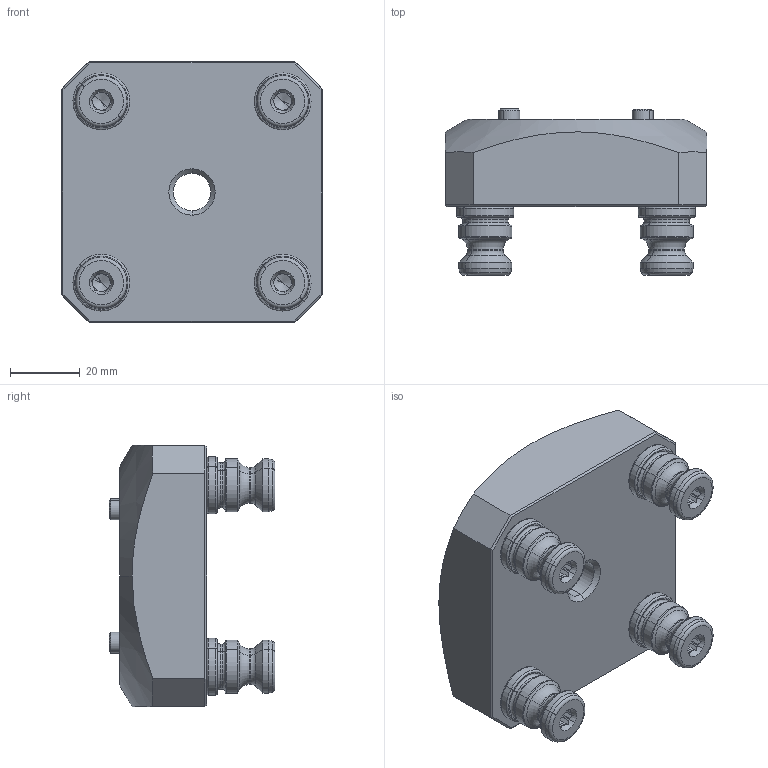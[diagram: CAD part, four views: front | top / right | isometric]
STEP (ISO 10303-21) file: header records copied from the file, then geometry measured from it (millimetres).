
FILE_DESCRIPTION (( 'STEP AP214' ), '1' );
FILE_NAME ('R52-HTS.STEP', '2018-08-31T22:43:46', ( '' ), ( '' ), 'SwSTEP 2.0', 'SolidWorks 2017', '' );
FILE_SCHEMA (( 'AUTOMOTIVE_DESIGN' ));
Length unit declared in the file: inch
Products named in the file (6): R52-HTS; PS16F_PRE HEAT TREAT; 91390A145_ALLOY STEEL CUP POINT SET SCREW_91390A145; PS16F; LP6_LP6
Assembly tree (9 placements, depth 3):
  R52-HTS
    R52-HTS
    PS16F  x4
      PS16F_PRE HEAT TREAT
      91390A145_ALLOY STEEL CUP POINT SET SCREW_91390A145
    LP6_LP6  x2
Bounding box: 75 x 47.56 x 75 mm (x, y, z)
Volume: 136287.7 mm3; surface area: 31441.2 mm2
Topology: 11 solids, 11 shells, 738 faces, 1760 edges, 1040 vertices
Faces by surface type: cylinder 244, plane 192, cone 180, torus 104, bspline 18
Entity records: 11947 total; most frequent: CARTESIAN_POINT 5400, DIRECTION 1248, ORIENTED_EDGE 1232, EDGE_CURVE 616, AXIS2_PLACEMENT_3D 496, VERTEX_POINT 374, EDGE_LOOP 292, FACE_OUTER_BOUND 270
